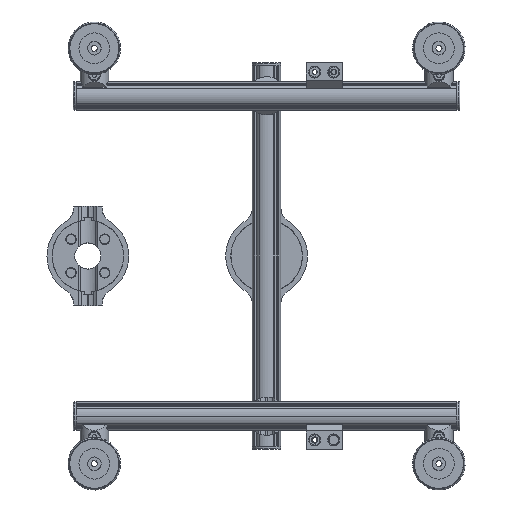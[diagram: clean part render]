
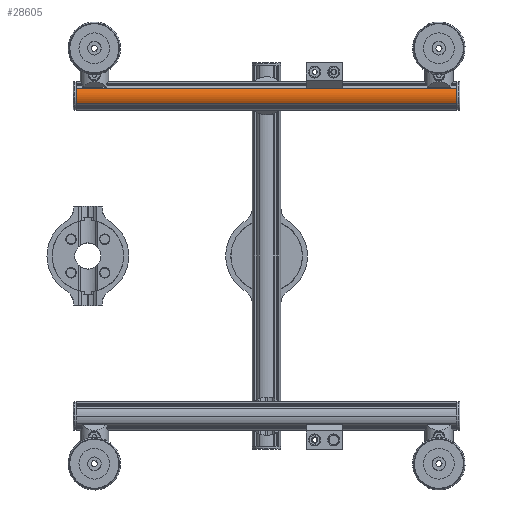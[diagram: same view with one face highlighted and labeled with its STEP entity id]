
A CAD part, front view. The second image highlights one B-rep face of the part: STEP entity #28605.
In plain terms, the highlighted cylindrical face has radius 15 mm (diameter 30 mm), a partial arc.
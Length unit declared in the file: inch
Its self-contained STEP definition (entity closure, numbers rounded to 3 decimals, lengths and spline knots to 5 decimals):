
#900 = EDGE_LOOP ( 'NONE', ( #1140, #17731, #22947, #43054 ) ) ;
#1140 = ORIENTED_EDGE ( 'NONE', *, *, #31405, .T. ) ;
#2093 = DIRECTION ( 'NONE',  ( 0., 0., -1. ) ) ;
#3054 = EDGE_CURVE ( 'NONE', #6892, #33291, #4412, .T. ) ;
#4412 = LINE ( 'NONE', #14390, #13934 ) ;
#6077 = CARTESIAN_POINT ( 'NONE',  ( -7.87402, -0.30548, 0.50551 ) ) ;
#6892 = VERTEX_POINT ( 'NONE', #6077 ) ;
#7588 = DIRECTION ( 'NONE',  ( 0., 0., -1. ) ) ;
#8632 = CIRCLE ( 'NONE', #40521, 0.59055 ) ;
#10419 = CARTESIAN_POINT ( 'NONE',  ( 7.87402, -0.00018, 0. ) ) ;
#10446 = CIRCLE ( 'NONE', #24960, 0.59055 ) ;
#13934 = VECTOR ( 'NONE', #21115, 39.37008 ) ;
#14146 = VERTEX_POINT ( 'NONE', #23518 ) ;
#14390 = CARTESIAN_POINT ( 'NONE',  ( -7.87402, -0.30548, 0.50551 ) ) ;
#14510 = DIRECTION ( 'NONE',  ( 0., 0., -1. ) ) ;
#17731 = ORIENTED_EDGE ( 'NONE', *, *, #3054, .T. ) ;
#18343 = LINE ( 'NONE', #19818, #40565 ) ;
#19601 = DIRECTION ( 'NONE',  ( -1., 0., 0. ) ) ;
#19818 = CARTESIAN_POINT ( 'NONE',  ( -7.87402, 0.30512, 0.50551 ) ) ;
#20188 = DIRECTION ( 'NONE',  ( 1., 0., 0. ) ) ;
#20586 = EDGE_CURVE ( 'NONE', #14146, #33291, #10446, .T. ) ;
#21115 = DIRECTION ( 'NONE',  ( 1., 0., 0. ) ) ;
#21649 = CARTESIAN_POINT ( 'NONE',  ( -7.87402, -0.00018, 0. ) ) ;
#22947 = ORIENTED_EDGE ( 'NONE', *, *, #20586, .F. ) ;
#23386 = AXIS2_PLACEMENT_3D ( 'NONE', #21649, #24702, #2093 ) ;
#23518 = CARTESIAN_POINT ( 'NONE',  ( 7.87402, 0.30512, 0.50551 ) ) ;
#24702 = DIRECTION ( 'NONE',  ( 1., 0., 0. ) ) ;
#24960 = AXIS2_PLACEMENT_3D ( 'NONE', #10419, #20188, #7588 ) ;
#25154 = VERTEX_POINT ( 'NONE', #32802 ) ;
#25348 = FACE_OUTER_BOUND ( 'NONE', #900, .T. ) ;
#28605 = ADVANCED_FACE ( 'NONE', ( #25348 ), #34719, .T. ) ;
#30827 = CARTESIAN_POINT ( 'NONE',  ( -7.87402, -0.00018, 0. ) ) ;
#31405 = EDGE_CURVE ( 'NONE', #25154, #6892, #8632, .T. ) ;
#32802 = CARTESIAN_POINT ( 'NONE',  ( -7.87402, 0.30512, 0.50551 ) ) ;
#33291 = VERTEX_POINT ( 'NONE', #37508 ) ;
#33540 = EDGE_CURVE ( 'NONE', #14146, #25154, #18343, .T. ) ;
#34719 = CYLINDRICAL_SURFACE ( 'NONE', #23386, 0.59055 ) ;
#37508 = CARTESIAN_POINT ( 'NONE',  ( 7.87402, -0.30548, 0.50551 ) ) ;
#40521 = AXIS2_PLACEMENT_3D ( 'NONE', #30827, #41100, #14510 ) ;
#40565 = VECTOR ( 'NONE', #19601, 39.37008 ) ;
#41100 = DIRECTION ( 'NONE',  ( 1., 0., 0. ) ) ;
#43054 = ORIENTED_EDGE ( 'NONE', *, *, #33540, .T. ) ;
